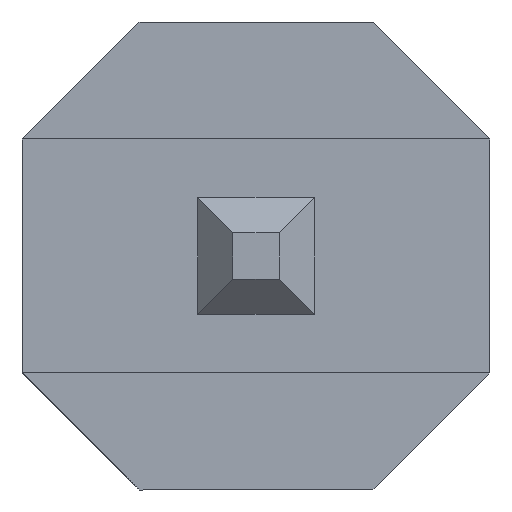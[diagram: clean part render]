
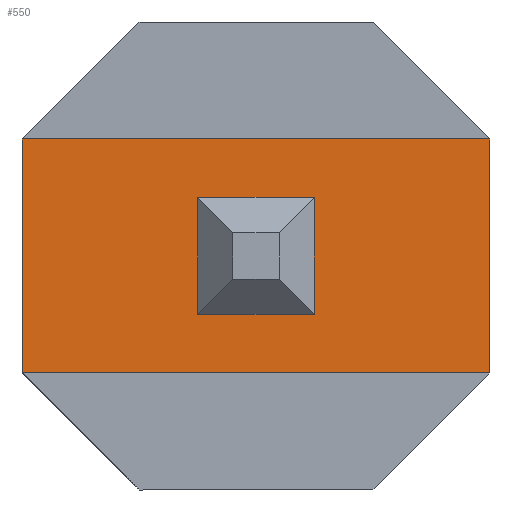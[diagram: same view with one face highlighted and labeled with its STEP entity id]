
A CAD part, front view. The second image highlights one B-rep face of the part: STEP entity #550.
In plain terms, the highlighted planar face has unit normal (0, -1, 0).
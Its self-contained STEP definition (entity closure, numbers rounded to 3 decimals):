
#14=FACE_BOUND('',#49,.T.);
#16=FACE_OUTER_BOUND('',#48,.T.);
#48=EDGE_LOOP('',(#342,#343,#344,#345));
#49=EDGE_LOOP('',(#346,#347,#348,#349));
#82=LINE('',#776,#154);
#83=LINE('',#778,#155);
#84=LINE('',#780,#156);
#85=LINE('',#781,#157);
#86=LINE('',#784,#158);
#87=LINE('',#786,#159);
#88=LINE('',#788,#160);
#89=LINE('',#789,#161);
#154=VECTOR('',#638,1000.);
#155=VECTOR('',#639,1000.);
#156=VECTOR('',#640,1000.);
#157=VECTOR('',#641,1000.);
#158=VECTOR('',#642,1000.);
#159=VECTOR('',#643,1000.);
#160=VECTOR('',#644,1000.);
#161=VECTOR('',#645,1000.);
#226=VERTEX_POINT('',#774);
#227=VERTEX_POINT('',#775);
#228=VERTEX_POINT('',#777);
#229=VERTEX_POINT('',#779);
#230=VERTEX_POINT('',#782);
#231=VERTEX_POINT('',#783);
#232=VERTEX_POINT('',#785);
#233=VERTEX_POINT('',#787);
#270=EDGE_CURVE('',#226,#227,#82,.T.);
#271=EDGE_CURVE('',#227,#228,#83,.T.);
#272=EDGE_CURVE('',#228,#229,#84,.T.);
#273=EDGE_CURVE('',#226,#229,#85,.T.);
#274=EDGE_CURVE('',#230,#231,#86,.T.);
#275=EDGE_CURVE('',#232,#230,#87,.T.);
#276=EDGE_CURVE('',#233,#232,#88,.T.);
#277=EDGE_CURVE('',#231,#233,#89,.T.);
#342=ORIENTED_EDGE('',*,*,#270,.T.);
#343=ORIENTED_EDGE('',*,*,#271,.T.);
#344=ORIENTED_EDGE('',*,*,#272,.T.);
#345=ORIENTED_EDGE('',*,*,#273,.F.);
#346=ORIENTED_EDGE('',*,*,#274,.F.);
#347=ORIENTED_EDGE('',*,*,#275,.F.);
#348=ORIENTED_EDGE('',*,*,#276,.F.);
#349=ORIENTED_EDGE('',*,*,#277,.F.);
#486=PLANE('',#602);
#550=ADVANCED_FACE('',(#16,#14),#486,.F.);
#602=AXIS2_PLACEMENT_3D('',#773,#636,#637);
#636=DIRECTION('center_axis',(0.,1.,0.));
#637=DIRECTION('ref_axis',(0.,0.,1.));
#638=DIRECTION('',(0.,0.,-1.));
#639=DIRECTION('',(1.,0.,0.));
#640=DIRECTION('',(0.,0.,1.));
#641=DIRECTION('',(1.,0.,0.));
#642=DIRECTION('',(0.,0.,1.));
#643=DIRECTION('',(1.,0.,0.));
#644=DIRECTION('',(0.,0.,-1.));
#645=DIRECTION('',(-1.,0.,0.));
#773=CARTESIAN_POINT('Origin',(-2.596,0.381,0.635));
#774=CARTESIAN_POINT('',(-1.27,0.381,0.635));
#775=CARTESIAN_POINT('',(-1.27,0.381,-0.635));
#776=CARTESIAN_POINT('',(-1.27,0.381,0.635));
#777=CARTESIAN_POINT('',(1.27,0.381,-0.635));
#778=CARTESIAN_POINT('',(-2.596,0.381,-0.635));
#779=CARTESIAN_POINT('',(1.27,0.381,0.635));
#780=CARTESIAN_POINT('',(1.27,0.381,0.635));
#781=CARTESIAN_POINT('',(-2.596,0.381,0.635));
#782=CARTESIAN_POINT('',(0.318,0.381,-0.318));
#783=CARTESIAN_POINT('',(0.318,0.381,0.318));
#784=CARTESIAN_POINT('',(0.318,0.381,-0.318));
#785=CARTESIAN_POINT('',(-0.318,0.381,-0.318));
#786=CARTESIAN_POINT('',(-0.318,0.381,-0.318));
#787=CARTESIAN_POINT('',(-0.318,0.381,0.318));
#788=CARTESIAN_POINT('',(-0.318,0.381,-0.318));
#789=CARTESIAN_POINT('',(-0.318,0.381,0.318));
